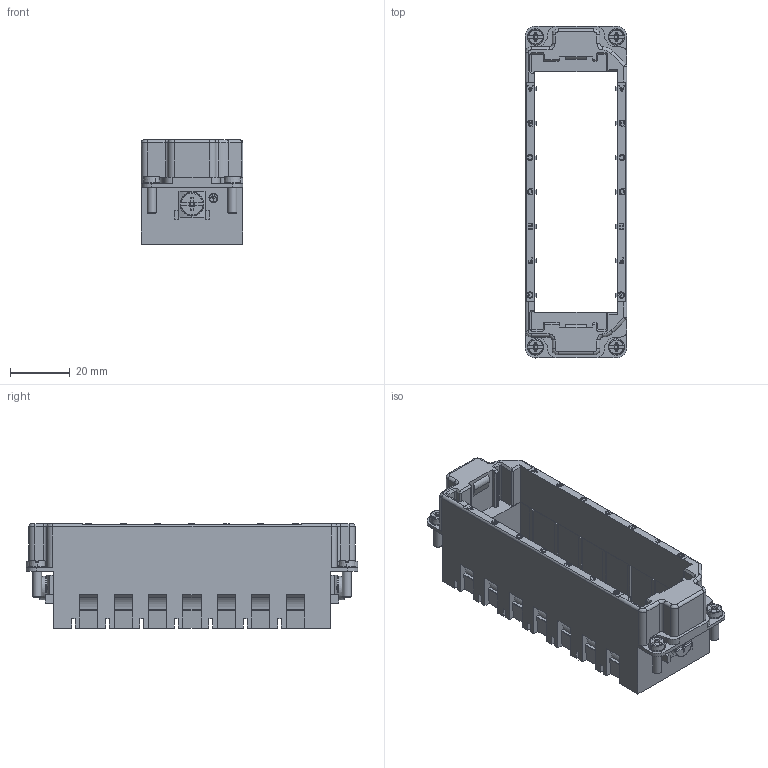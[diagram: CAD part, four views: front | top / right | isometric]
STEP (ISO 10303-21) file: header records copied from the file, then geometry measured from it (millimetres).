
FILE_DESCRIPTION(/* description */ (''),/* implementation_level */ '2;1');
FILE_NAME(/* name */ 'c146 p24 002 g8nxc001-02.stp',/* time_stamp */ '2021-03-19T07:45:58+01:00',/* author */ (''),/* organization */ (''),/* preprocessor_version */ 'ST-DEVELOPER v16.7',/* originating_system */ 'SIEMENS PLM Software NX 12.0',/* authorisation */ '');
FILE_SCHEMA (('AUTOMOTIVE_DESIGN { 1 0 10303 214 3 1 1 1 }'));
Length unit declared in the file: millimetre
Products named in the file (1): c146 p24 002 g8nxc001-02
Bounding box: 34.01 x 111 x 34.9 mm (x, y, z)
Volume: 32598.7 mm3; surface area: 22524.7 mm2
Topology: 1 solids, 1 shells, 1040 faces, 2809 edges, 1860 vertices
Faces by surface type: plane 770, extrusion 101, cylinder 95, cone 48, bspline 12, torus 12, sphere 2
Full cylindrical faces by diameter (mm): 3 x4, 4 x4, 5.5 x4, 8 x2
Entity records: 38116 total; most frequent: CARTESIAN_POINT 12176, ORIENTED_EDGE 5538, DIRECTION 4489, EDGE_CURVE 2769, VECTOR 2061, LINE 1960, VERTEX_POINT 1846, AXIS2_PLACEMENT_3D 1214
